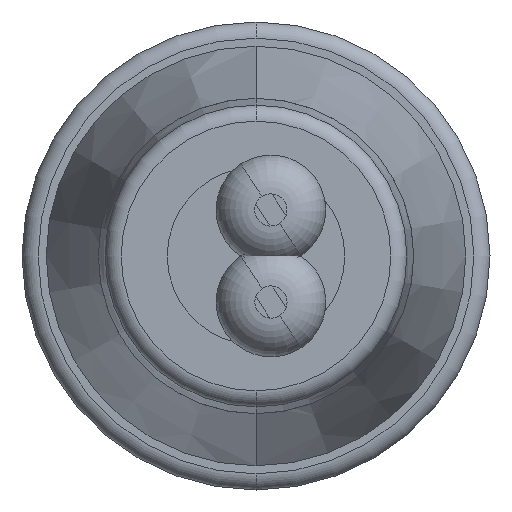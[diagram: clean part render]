
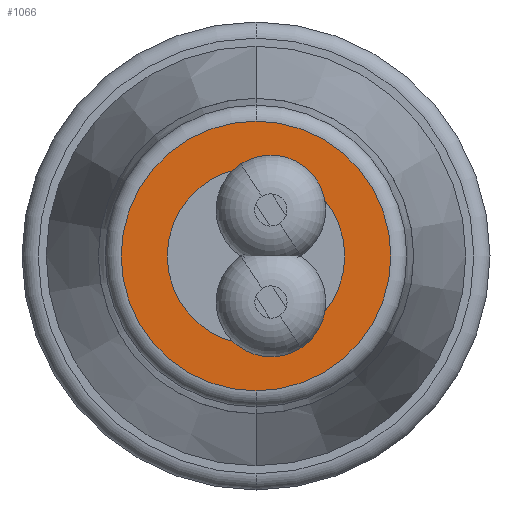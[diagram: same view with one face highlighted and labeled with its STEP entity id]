
A CAD part, front view. The second image highlights one B-rep face of the part: STEP entity #1066.
In plain terms, the highlighted planar face has unit normal (0, -1, 0).
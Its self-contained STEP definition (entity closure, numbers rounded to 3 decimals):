
#1 = DIRECTION ( 'NONE',  ( 0., 0., -1. ) ) ;
#12 = VERTEX_POINT ( 'NONE', #2306 ) ;
#65 = FACE_OUTER_BOUND ( 'NONE', #1939, .T. ) ;
#278 = AXIS2_PLACEMENT_3D ( 'NONE', #2026, #777, #801 ) ;
#295 = VERTEX_POINT ( 'NONE', #1491 ) ;
#326 = VERTEX_POINT ( 'NONE', #2343 ) ;
#509 = CARTESIAN_POINT ( 'NONE',  ( 0., -37., 0. ) ) ;
#679 = AXIS2_PLACEMENT_3D ( 'NONE', #1283, #1457, #1682 ) ;
#711 = DIRECTION ( 'NONE',  ( 0., -1., 0. ) ) ;
#777 = DIRECTION ( 'NONE',  ( 0., -1., 0. ) ) ;
#801 = DIRECTION ( 'NONE',  ( 0., 0., -1. ) ) ;
#831 = AXIS2_PLACEMENT_3D ( 'NONE', #509, #711, #888 ) ;
#840 = DIRECTION ( 'NONE',  ( 0., -1., 0. ) ) ;
#888 = DIRECTION ( 'NONE',  ( 0., 0., 1. ) ) ;
#1064 = CARTESIAN_POINT ( 'NONE',  ( 0., -37., -4.177 ) ) ;
#1066 = ADVANCED_FACE ( 'NONE', ( #65, #2123 ), #1092, .F. ) ;
#1092 = PLANE ( 'NONE',  #1172 ) ;
#1172 = AXIS2_PLACEMENT_3D ( 'NONE', #1516, #2163, #1767 ) ;
#1197 = EDGE_LOOP ( 'NONE', ( #2596, #1279 ) ) ;
#1279 = ORIENTED_EDGE ( 'NONE', *, *, #1794, .F. ) ;
#1283 = CARTESIAN_POINT ( 'NONE',  ( 0., -37., 0. ) ) ;
#1457 = DIRECTION ( 'NONE',  ( 0., -1., 0. ) ) ;
#1491 = CARTESIAN_POINT ( 'NONE',  ( 0., -37., 4.177 ) ) ;
#1516 = CARTESIAN_POINT ( 'NONE',  ( -16.091, -37., 0. ) ) ;
#1547 = ORIENTED_EDGE ( 'NONE', *, *, #2497, .T. ) ;
#1594 = CIRCLE ( 'NONE', #278, 2.75 ) ;
#1679 = CIRCLE ( 'NONE', #831, 4.177 ) ;
#1682 = DIRECTION ( 'NONE',  ( 0., 0., 1. ) ) ;
#1767 = DIRECTION ( 'NONE',  ( 0., 0., 1. ) ) ;
#1784 = EDGE_CURVE ( 'NONE', #295, #1838, #2446, .T. ) ;
#1794 = EDGE_CURVE ( 'NONE', #326, #12, #2711, .T. ) ;
#1838 = VERTEX_POINT ( 'NONE', #1064 ) ;
#1939 = EDGE_LOOP ( 'NONE', ( #2084, #1547 ) ) ;
#2026 = CARTESIAN_POINT ( 'NONE',  ( 0., -37., 0. ) ) ;
#2084 = ORIENTED_EDGE ( 'NONE', *, *, #1784, .T. ) ;
#2095 = AXIS2_PLACEMENT_3D ( 'NONE', #2524, #840, #1 ) ;
#2123 = FACE_BOUND ( 'NONE', #1197, .T. ) ;
#2163 = DIRECTION ( 'NONE',  ( 0., 1., 0. ) ) ;
#2196 = EDGE_CURVE ( 'NONE', #12, #326, #1594, .T. ) ;
#2306 = CARTESIAN_POINT ( 'NONE',  ( 0., -37., 2.75 ) ) ;
#2343 = CARTESIAN_POINT ( 'NONE',  ( 0., -37., -2.75 ) ) ;
#2446 = CIRCLE ( 'NONE', #679, 4.177 ) ;
#2497 = EDGE_CURVE ( 'NONE', #1838, #295, #1679, .T. ) ;
#2524 = CARTESIAN_POINT ( 'NONE',  ( 0., -37., 0. ) ) ;
#2596 = ORIENTED_EDGE ( 'NONE', *, *, #2196, .F. ) ;
#2711 = CIRCLE ( 'NONE', #2095, 2.75 ) ;
